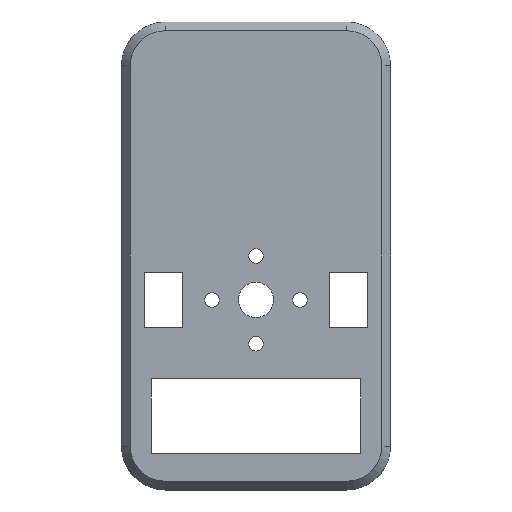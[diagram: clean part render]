
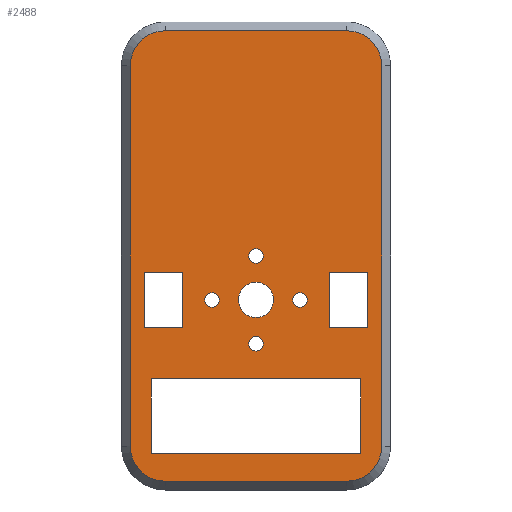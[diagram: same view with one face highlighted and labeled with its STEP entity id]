
A CAD part, front view. The second image highlights one B-rep face of the part: STEP entity #2488.
In plain terms, the highlighted planar face has unit normal (0, -1, 0).
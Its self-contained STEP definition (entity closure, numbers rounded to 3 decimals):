
#52=FACE_BOUND($,#358,.T.);
#53=FACE_BOUND($,#359,.T.);
#54=FACE_BOUND($,#360,.T.);
#55=FACE_BOUND($,#361,.T.);
#56=FACE_BOUND($,#362,.T.);
#57=FACE_BOUND($,#363,.T.);
#58=FACE_BOUND($,#364,.T.);
#59=FACE_BOUND($,#365,.T.);
#193=FACE_OUTER_BOUND($,#357,.T.);
#357=EDGE_LOOP($,(#1992,#1993,#1994,#1995,#1996,#1997,#1998,#1999));
#358=EDGE_LOOP($,(#2000,#2001,#2002,#2003));
#359=EDGE_LOOP($,(#2004,#2005,#2006,#2007));
#360=EDGE_LOOP($,(#2008,#2009,#2010,#2011));
#361=EDGE_LOOP($,(#2012));
#362=EDGE_LOOP($,(#2013));
#363=EDGE_LOOP($,(#2014));
#364=EDGE_LOOP($,(#2015));
#365=EDGE_LOOP($,(#2016));
#591=LINE($,#4038,#835);
#598=LINE($,#4066,#842);
#599=LINE($,#4070,#843);
#600=LINE($,#4074,#844);
#601=LINE($,#4078,#845);
#602=LINE($,#4080,#846);
#603=LINE($,#4082,#847);
#604=LINE($,#4083,#848);
#605=LINE($,#4086,#849);
#606=LINE($,#4088,#850);
#607=LINE($,#4090,#851);
#608=LINE($,#4091,#852);
#609=LINE($,#4094,#853);
#610=LINE($,#4096,#854);
#611=LINE($,#4098,#855);
#612=LINE($,#4099,#856);
#835=VECTOR($,#3186,130.);
#842=VECTOR($,#3221,62.);
#843=VECTOR($,#3224,130.);
#844=VECTOR($,#3227,62.);
#845=VECTOR($,#3230,25.5);
#846=VECTOR($,#3231,71.5);
#847=VECTOR($,#3232,25.5);
#848=VECTOR($,#3233,71.5);
#849=VECTOR($,#3234,19.);
#850=VECTOR($,#3235,13.);
#851=VECTOR($,#3236,19.);
#852=VECTOR($,#3237,13.);
#853=VECTOR($,#3238,19.);
#854=VECTOR($,#3239,13.);
#855=VECTOR($,#3240,19.);
#856=VECTOR($,#3241,13.);
#991=CIRCLE($,#2693,12.);
#993=CIRCLE($,#2698,12.);
#994=CIRCLE($,#2699,12.);
#995=CIRCLE($,#2700,12.);
#996=CIRCLE($,#2701,6.);
#997=CIRCLE($,#2702,2.5);
#998=CIRCLE($,#2703,2.5);
#999=CIRCLE($,#2704,2.5);
#1000=CIRCLE($,#2705,2.5);
#1175=VERTEX_POINT($,#4036);
#1176=VERTEX_POINT($,#4037);
#1181=VERTEX_POINT($,#4057);
#1183=VERTEX_POINT($,#4065);
#1184=VERTEX_POINT($,#4067);
#1185=VERTEX_POINT($,#4069);
#1186=VERTEX_POINT($,#4071);
#1187=VERTEX_POINT($,#4073);
#1188=VERTEX_POINT($,#4076);
#1189=VERTEX_POINT($,#4077);
#1190=VERTEX_POINT($,#4079);
#1191=VERTEX_POINT($,#4081);
#1192=VERTEX_POINT($,#4084);
#1193=VERTEX_POINT($,#4085);
#1194=VERTEX_POINT($,#4087);
#1195=VERTEX_POINT($,#4089);
#1196=VERTEX_POINT($,#4092);
#1197=VERTEX_POINT($,#4093);
#1198=VERTEX_POINT($,#4095);
#1199=VERTEX_POINT($,#4097);
#1200=VERTEX_POINT($,#4100);
#1201=VERTEX_POINT($,#4102);
#1202=VERTEX_POINT($,#4104);
#1203=VERTEX_POINT($,#4106);
#1204=VERTEX_POINT($,#4108);
#1462=EDGE_CURVE($,#1175,#1176,#591,.T.);
#1472=EDGE_CURVE($,#1181,#1175,#991,.T.);
#1475=EDGE_CURVE($,#1183,#1181,#598,.T.);
#1476=EDGE_CURVE($,#1184,#1183,#993,.T.);
#1477=EDGE_CURVE($,#1185,#1184,#599,.T.);
#1478=EDGE_CURVE($,#1186,#1185,#994,.T.);
#1479=EDGE_CURVE($,#1187,#1186,#600,.T.);
#1480=EDGE_CURVE($,#1176,#1187,#995,.T.);
#1481=EDGE_CURVE($,#1188,#1189,#601,.T.);
#1482=EDGE_CURVE($,#1189,#1190,#602,.T.);
#1483=EDGE_CURVE($,#1190,#1191,#603,.T.);
#1484=EDGE_CURVE($,#1191,#1188,#604,.T.);
#1485=EDGE_CURVE($,#1192,#1193,#605,.T.);
#1486=EDGE_CURVE($,#1193,#1194,#606,.T.);
#1487=EDGE_CURVE($,#1194,#1195,#607,.T.);
#1488=EDGE_CURVE($,#1195,#1192,#608,.T.);
#1489=EDGE_CURVE($,#1196,#1197,#609,.T.);
#1490=EDGE_CURVE($,#1197,#1198,#610,.T.);
#1491=EDGE_CURVE($,#1198,#1199,#611,.T.);
#1492=EDGE_CURVE($,#1199,#1196,#612,.T.);
#1493=EDGE_CURVE($,#1200,#1200,#996,.T.);
#1494=EDGE_CURVE($,#1201,#1201,#997,.T.);
#1495=EDGE_CURVE($,#1202,#1202,#998,.T.);
#1496=EDGE_CURVE($,#1203,#1203,#999,.T.);
#1497=EDGE_CURVE($,#1204,#1204,#1000,.T.);
#1992=ORIENTED_EDGE($,*,*,#1462,.F.);
#1993=ORIENTED_EDGE($,*,*,#1472,.F.);
#1994=ORIENTED_EDGE($,*,*,#1475,.F.);
#1995=ORIENTED_EDGE($,*,*,#1476,.F.);
#1996=ORIENTED_EDGE($,*,*,#1477,.F.);
#1997=ORIENTED_EDGE($,*,*,#1478,.F.);
#1998=ORIENTED_EDGE($,*,*,#1479,.F.);
#1999=ORIENTED_EDGE($,*,*,#1480,.F.);
#2000=ORIENTED_EDGE($,*,*,#1481,.T.);
#2001=ORIENTED_EDGE($,*,*,#1482,.T.);
#2002=ORIENTED_EDGE($,*,*,#1483,.T.);
#2003=ORIENTED_EDGE($,*,*,#1484,.T.);
#2004=ORIENTED_EDGE($,*,*,#1485,.T.);
#2005=ORIENTED_EDGE($,*,*,#1486,.T.);
#2006=ORIENTED_EDGE($,*,*,#1487,.T.);
#2007=ORIENTED_EDGE($,*,*,#1488,.T.);
#2008=ORIENTED_EDGE($,*,*,#1489,.T.);
#2009=ORIENTED_EDGE($,*,*,#1490,.T.);
#2010=ORIENTED_EDGE($,*,*,#1491,.T.);
#2011=ORIENTED_EDGE($,*,*,#1492,.T.);
#2012=ORIENTED_EDGE($,*,*,#1493,.T.);
#2013=ORIENTED_EDGE($,*,*,#1494,.T.);
#2014=ORIENTED_EDGE($,*,*,#1495,.T.);
#2015=ORIENTED_EDGE($,*,*,#1496,.T.);
#2016=ORIENTED_EDGE($,*,*,#1497,.T.);
#2365=PLANE($,#2697);
#2488=ADVANCED_FACE($,(#193,#52,#53,#54,#55,#56,#57,#58,#59),#2365,.F.);
#2693=AXIS2_PLACEMENT_3D($,#4058,#3210,#3211);
#2697=AXIS2_PLACEMENT_3D($,#4064,#3219,#3220);
#2698=AXIS2_PLACEMENT_3D($,#4068,#3222,#3223);
#2699=AXIS2_PLACEMENT_3D($,#4072,#3225,#3226);
#2700=AXIS2_PLACEMENT_3D($,#4075,#3228,#3229);
#2701=AXIS2_PLACEMENT_3D($,#4101,#3242,#3243);
#2702=AXIS2_PLACEMENT_3D($,#4103,#3244,#3245);
#2703=AXIS2_PLACEMENT_3D($,#4105,#3246,#3247);
#2704=AXIS2_PLACEMENT_3D($,#4107,#3248,#3249);
#2705=AXIS2_PLACEMENT_3D($,#4109,#3250,#3251);
#3186=DIRECTION($,(0.,0.,-1.));
#3210=DIRECTION('center_axis',(0.,1.,0.));
#3211=DIRECTION('ref_axis',(0.707,0.,0.707));
#3219=DIRECTION('center_axis',(0.,1.,0.));
#3220=DIRECTION('ref_axis',(0.,0.,1.));
#3221=DIRECTION($,(1.,0.,0.));
#3222=DIRECTION('center_axis',(0.,1.,0.));
#3223=DIRECTION('ref_axis',(-0.707,0.,0.707));
#3224=DIRECTION($,(0.,0.,1.));
#3225=DIRECTION('center_axis',(0.,1.,0.));
#3226=DIRECTION('ref_axis',(-0.707,0.,-0.707));
#3227=DIRECTION($,(-1.,0.,0.));
#3228=DIRECTION('center_axis',(0.,1.,0.));
#3229=DIRECTION('ref_axis',(0.707,0.,-0.707));
#3230=DIRECTION($,(0.,0.,-1.));
#3231=DIRECTION($,(-1.,0.,0.));
#3232=DIRECTION($,(0.,0.,1.));
#3233=DIRECTION($,(1.,0.,0.));
#3234=DIRECTION($,(0.,0.,1.));
#3235=DIRECTION($,(1.,0.,0.));
#3236=DIRECTION($,(0.,0.,-1.));
#3237=DIRECTION($,(-1.,0.,0.));
#3238=DIRECTION($,(0.,0.,1.));
#3239=DIRECTION($,(1.,0.,0.));
#3240=DIRECTION($,(0.,0.,-1.));
#3241=DIRECTION($,(-1.,0.,0.));
#3242=DIRECTION('center_axis',(0.,1.,0.));
#3243=DIRECTION('ref_axis',(-1.,0.,0.));
#3244=DIRECTION('center_axis',(0.,1.,0.));
#3245=DIRECTION('ref_axis',(-1.,0.,0.));
#3246=DIRECTION('center_axis',(0.,1.,0.));
#3247=DIRECTION('ref_axis',(-1.,0.,0.));
#3248=DIRECTION('center_axis',(0.,1.,0.));
#3249=DIRECTION('ref_axis',(-1.,0.,0.));
#3250=DIRECTION('center_axis',(0.,1.,0.));
#3251=DIRECTION('ref_axis',(-1.,0.,0.));
#4036=CARTESIAN_POINT('',(43.,0.,65.));
#4037=CARTESIAN_POINT('',(43.,0.,-65.));
#4038=CARTESIAN_POINT($,(43.,0.,40.));
#4057=CARTESIAN_POINT('',(31.,0.,77.));
#4058=CARTESIAN_POINT('Origin',(31.,0.,65.));
#4064=CARTESIAN_POINT('Origin',(0.,0.,0.));
#4065=CARTESIAN_POINT('',(-31.,0.,77.));
#4066=CARTESIAN_POINT($,(-23.,0.,77.));
#4067=CARTESIAN_POINT('',(-43.,0.,65.));
#4068=CARTESIAN_POINT('Origin',(-31.,0.,65.));
#4069=CARTESIAN_POINT('',(-43.,0.,-65.));
#4070=CARTESIAN_POINT($,(-43.,0.,-40.));
#4071=CARTESIAN_POINT('',(-31.,0.,-77.));
#4072=CARTESIAN_POINT('Origin',(-31.,0.,-65.));
#4073=CARTESIAN_POINT('',(31.,0.,-77.));
#4074=CARTESIAN_POINT($,(23.,0.,-77.));
#4075=CARTESIAN_POINT('Origin',(31.,0.,-65.));
#4076=CARTESIAN_POINT('',(35.75,0.,-42.));
#4077=CARTESIAN_POINT('',(35.75,0.,-67.5));
#4078=CARTESIAN_POINT($,(35.75,0.,-21.));
#4079=CARTESIAN_POINT('',(-35.75,0.,-67.5));
#4080=CARTESIAN_POINT($,(17.875,0.,-67.5));
#4081=CARTESIAN_POINT('',(-35.75,0.,-42.));
#4082=CARTESIAN_POINT($,(-35.75,0.,-33.75));
#4083=CARTESIAN_POINT($,(-17.875,0.,-42.));
#4084=CARTESIAN_POINT('',(25.,0.,-24.5));
#4085=CARTESIAN_POINT('',(25.,0.,-5.5));
#4086=CARTESIAN_POINT($,(25.,0.,-12.25));
#4087=CARTESIAN_POINT('',(38.,0.,-5.5));
#4088=CARTESIAN_POINT($,(12.5,0.,-5.5));
#4089=CARTESIAN_POINT('',(38.,0.,-24.5));
#4090=CARTESIAN_POINT($,(38.,0.,-2.75));
#4091=CARTESIAN_POINT($,(19.,0.,-24.5));
#4092=CARTESIAN_POINT('',(-38.,0.,-24.5));
#4093=CARTESIAN_POINT('',(-38.,0.,-5.5));
#4094=CARTESIAN_POINT($,(-38.,0.,-12.25));
#4095=CARTESIAN_POINT('',(-25.,0.,-5.5));
#4096=CARTESIAN_POINT($,(-19.,0.,-5.5));
#4097=CARTESIAN_POINT('',(-25.,0.,-24.5));
#4098=CARTESIAN_POINT($,(-25.,0.,-2.75));
#4099=CARTESIAN_POINT($,(-12.5,0.,-24.5));
#4100=CARTESIAN_POINT('',(6.,0.,-15.));
#4101=CARTESIAN_POINT('Origin',(0.,0.,-15.));
#4102=CARTESIAN_POINT('',(17.5,0.,-15.));
#4103=CARTESIAN_POINT('Origin',(15.,0.,-15.));
#4104=CARTESIAN_POINT('',(2.5,0.,-30.));
#4105=CARTESIAN_POINT('Origin',(0.,0.,-30.));
#4106=CARTESIAN_POINT('',(2.5,0.,0.));
#4107=CARTESIAN_POINT('Origin',(0.,0.,0.));
#4108=CARTESIAN_POINT('',(-12.5,0.,-15.));
#4109=CARTESIAN_POINT('Origin',(-15.,0.,-15.));
